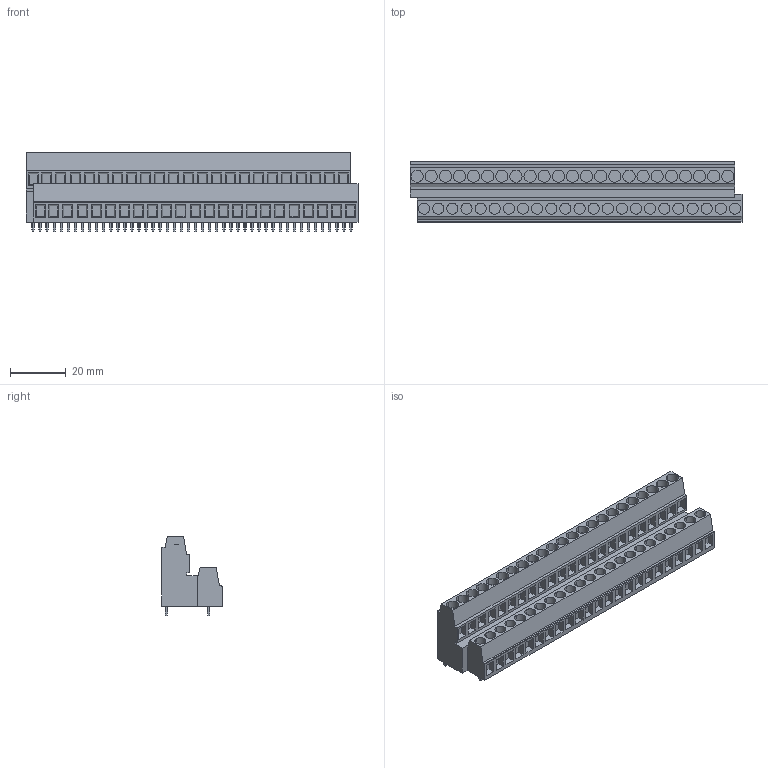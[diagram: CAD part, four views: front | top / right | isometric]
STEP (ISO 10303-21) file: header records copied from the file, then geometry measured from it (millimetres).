
FILE_DESCRIPTION(('CATIA V5 STEP Exchange','CAx-IF Rec.Pracs.--- Model Styling and Organization---1.2---2011-12-15'),'2;1');
FILE_NAME ('D1455719_0_1769060000_1769060000.stp','2018-09-07T07:35:24+00:00',('none'),('Weidmueller'),'CATIA Version 5-6 Release 2014','CATIA V5 STEP AP214','none');
FILE_SCHEMA(('AUTOMOTIVE_DESIGN { 1 0 10303 214 1 1 1 1 }'));
Length unit declared in the file: millimetre
Products named in the file (1): 1769060000
Bounding box: 119.38 x 21.6 x 28.7 mm (x, y, z)
Volume: 40687.6 mm3; surface area: 16019.4 mm2
Topology: 47 solids, 47 shells, 1036 faces, 2550 edges, 1700 vertices
Faces by surface type: plane 943, cylinder 93
Entity records: 27884 total; most frequent: CARTESIAN_POINT 5434, ORIENTED_EDGE 5100, DIRECTION 3542, EDGE_CURVE 2550, VECTOR 1906, LINE 1906, VERTEX_POINT 1700, EDGE_LOOP 1128
